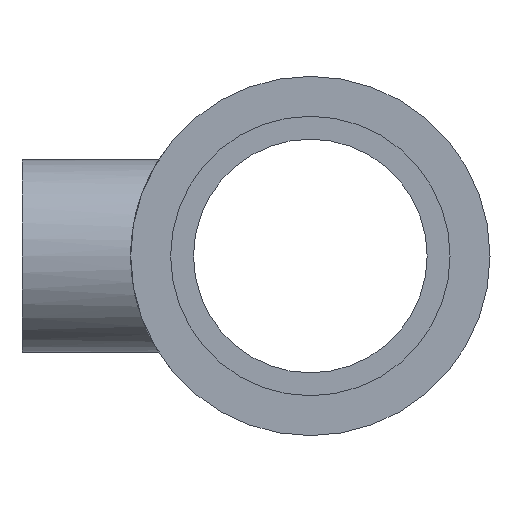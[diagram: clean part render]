
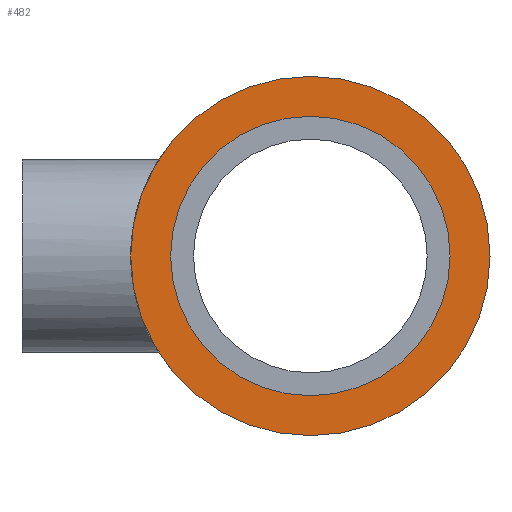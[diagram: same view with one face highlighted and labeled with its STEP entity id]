
A CAD part, left-side view. The second image highlights one B-rep face of the part: STEP entity #482.
In plain terms, the highlighted planar face has unit normal (-1, 0, 0).
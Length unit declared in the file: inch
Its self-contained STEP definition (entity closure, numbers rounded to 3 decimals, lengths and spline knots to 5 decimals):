
#11 = CARTESIAN_POINT ( 'NONE',  ( -3.97638, 0., -1.59449 ) ) ;
#14 = EDGE_CURVE ( 'NONE', #388, #388, #541, .T. ) ;
#20 = CARTESIAN_POINT ( 'NONE',  ( -3.97638, 0., 0. ) ) ;
#37 = CARTESIAN_POINT ( 'NONE',  ( -3.97638, 0., 0. ) ) ;
#38 = DIRECTION ( 'NONE',  ( 0., 0., -1. ) ) ;
#40 = DIRECTION ( 'NONE',  ( 1., 0., 0. ) ) ;
#46 = ORIENTED_EDGE ( 'NONE', *, *, #14, .F. ) ;
#47 = EDGE_CURVE ( 'NONE', #408, #408, #303, .T. ) ;
#65 = EDGE_LOOP ( 'NONE', ( #46 ) ) ;
#115 = EDGE_LOOP ( 'NONE', ( #454 ) ) ;
#147 = CARTESIAN_POINT ( 'NONE',  ( -3.97638, 0., -1.24016 ) ) ;
#152 = DIRECTION ( 'NONE',  ( 0., 0., -1. ) ) ;
#243 = FACE_OUTER_BOUND ( 'NONE', #65, .T. ) ;
#273 = DIRECTION ( 'NONE',  ( 1., 0., 0. ) ) ;
#285 = DIRECTION ( 'NONE',  ( 0., 0., -1. ) ) ;
#292 = AXIS2_PLACEMENT_3D ( 'NONE', #37, #273, #285 ) ;
#303 = CIRCLE ( 'NONE', #354, 1.24016 ) ;
#328 = AXIS2_PLACEMENT_3D ( 'NONE', #20, #40, #38 ) ;
#334 = PLANE ( 'NONE',  #328 ) ;
#352 = CARTESIAN_POINT ( 'NONE',  ( -3.97638, 0., 0. ) ) ;
#354 = AXIS2_PLACEMENT_3D ( 'NONE', #352, #565, #152 ) ;
#360 = FACE_BOUND ( 'NONE', #115, .T. ) ;
#388 = VERTEX_POINT ( 'NONE', #11 ) ;
#408 = VERTEX_POINT ( 'NONE', #147 ) ;
#454 = ORIENTED_EDGE ( 'NONE', *, *, #47, .F. ) ;
#482 = ADVANCED_FACE ( 'NONE', ( #243, #360 ), #334, .F. ) ;
#541 = CIRCLE ( 'NONE', #292, 1.59449 ) ;
#565 = DIRECTION ( 'NONE',  ( -1., 0., 0. ) ) ;
